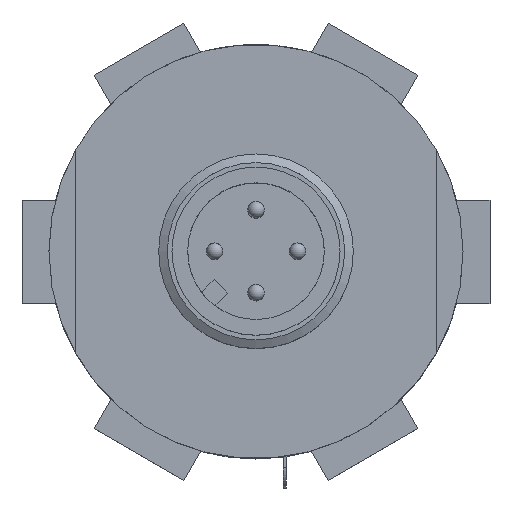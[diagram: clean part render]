
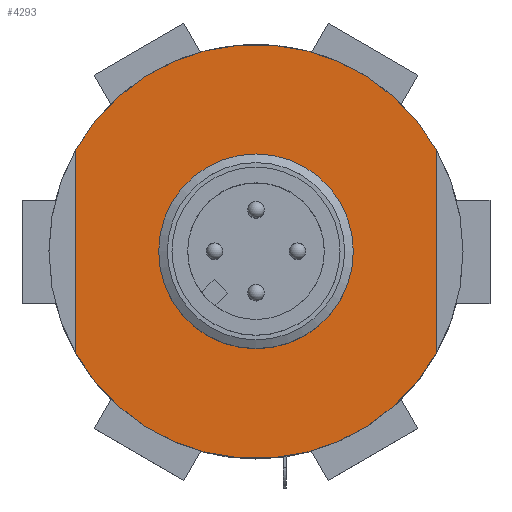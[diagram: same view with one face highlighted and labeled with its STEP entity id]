
A CAD part, top view. The second image highlights one B-rep face of the part: STEP entity #4293.
In plain terms, the highlighted planar face has unit normal (0, 0, 1).
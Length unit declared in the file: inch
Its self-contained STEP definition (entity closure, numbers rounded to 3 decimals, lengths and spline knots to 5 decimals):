
#182 = VERTEX_POINT ( 'NONE', #429 ) ;
#230 = ORIENTED_EDGE ( 'NONE', *, *, #4159, .F. ) ;
#423 = CARTESIAN_POINT ( 'NONE',  ( 0., 0., 0.222 ) ) ;
#429 = CARTESIAN_POINT ( 'NONE',  ( -0.435, -0.24653, 0.222 ) ) ;
#450 = ORIENTED_EDGE ( 'NONE', *, *, #2832, .T. ) ;
#654 = ORIENTED_EDGE ( 'NONE', *, *, #2886, .F. ) ;
#774 = VERTEX_POINT ( 'NONE', #2375 ) ;
#830 = CARTESIAN_POINT ( 'NONE',  ( -0.435, 0., 0.222 ) ) ;
#841 = CIRCLE ( 'NONE', #2138, 0.205 ) ;
#926 = EDGE_CURVE ( 'NONE', #4361, #3592, #2432, .T. ) ;
#1272 = CARTESIAN_POINT ( 'NONE',  ( 0., 0., 0.222 ) ) ;
#1275 = FACE_BOUND ( 'NONE', #4173, .T. ) ;
#1359 = CARTESIAN_POINT ( 'NONE',  ( 0., 0., 0.222 ) ) ;
#1379 = FACE_OUTER_BOUND ( 'NONE', #3948, .T. ) ;
#1614 = DIRECTION ( 'NONE',  ( 0., 0., 1. ) ) ;
#1716 = DIRECTION ( 'NONE',  ( 1., 0., 0. ) ) ;
#1764 = CARTESIAN_POINT ( 'NONE',  ( 0.435, -0.24653, 0.222 ) ) ;
#1800 = DIRECTION ( 'NONE',  ( 1., 0., 0. ) ) ;
#1946 = DIRECTION ( 'NONE',  ( 1., 0., 0. ) ) ;
#1987 = VERTEX_POINT ( 'NONE', #2858 ) ;
#2138 = AXIS2_PLACEMENT_3D ( 'NONE', #1359, #3740, #1716 ) ;
#2229 = CARTESIAN_POINT ( 'NONE',  ( 0.435, 0.24653, 0.222 ) ) ;
#2270 = EDGE_CURVE ( 'NONE', #4361, #1987, #4160, .T. ) ;
#2375 = CARTESIAN_POINT ( 'NONE',  ( 0.205, 0., 0.222 ) ) ;
#2432 = LINE ( 'NONE', #3907, #4292 ) ;
#2510 = CARTESIAN_POINT ( 'NONE',  ( 0., 0., 0.222 ) ) ;
#2832 = EDGE_CURVE ( 'NONE', #182, #3592, #4307, .T. ) ;
#2844 = DIRECTION ( 'NONE',  ( 0., 0., 1. ) ) ;
#2849 = DIRECTION ( 'NONE',  ( 0., -1., 0. ) ) ;
#2858 = CARTESIAN_POINT ( 'NONE',  ( -0.435, 0.24653, 0.222 ) ) ;
#2886 = EDGE_CURVE ( 'NONE', #182, #1987, #4208, .T. ) ;
#3025 = AXIS2_PLACEMENT_3D ( 'NONE', #1272, #1614, #1946 ) ;
#3036 = ORIENTED_EDGE ( 'NONE', *, *, #2270, .T. ) ;
#3134 = PLANE ( 'NONE',  #3702 ) ;
#3199 = DIRECTION ( 'NONE',  ( 1., 0., 0. ) ) ;
#3258 = VECTOR ( 'NONE', #3628, 39.37008 ) ;
#3312 = ORIENTED_EDGE ( 'NONE', *, *, #926, .F. ) ;
#3592 = VERTEX_POINT ( 'NONE', #1764 ) ;
#3628 = DIRECTION ( 'NONE',  ( 0., 1., 0. ) ) ;
#3702 = AXIS2_PLACEMENT_3D ( 'NONE', #423, #3839, #1800 ) ;
#3740 = DIRECTION ( 'NONE',  ( 0., 0., 1. ) ) ;
#3839 = DIRECTION ( 'NONE',  ( 0., 0., 1. ) ) ;
#3907 = CARTESIAN_POINT ( 'NONE',  ( 0.435, 0., 0.222 ) ) ;
#3948 = EDGE_LOOP ( 'NONE', ( #3312, #3036, #654, #450 ) ) ;
#4159 = EDGE_CURVE ( 'NONE', #774, #774, #841, .T. ) ;
#4160 = CIRCLE ( 'NONE', #3025, 0.5 ) ;
#4173 = EDGE_LOOP ( 'NONE', ( #230 ) ) ;
#4208 = LINE ( 'NONE', #830, #3258 ) ;
#4252 = AXIS2_PLACEMENT_3D ( 'NONE', #2510, #2844, #3199 ) ;
#4292 = VECTOR ( 'NONE', #2849, 39.37008 ) ;
#4293 = ADVANCED_FACE ( 'NONE', ( #1379, #1275 ), #3134, .T. ) ;
#4307 = CIRCLE ( 'NONE', #4252, 0.5 ) ;
#4361 = VERTEX_POINT ( 'NONE', #2229 ) ;
